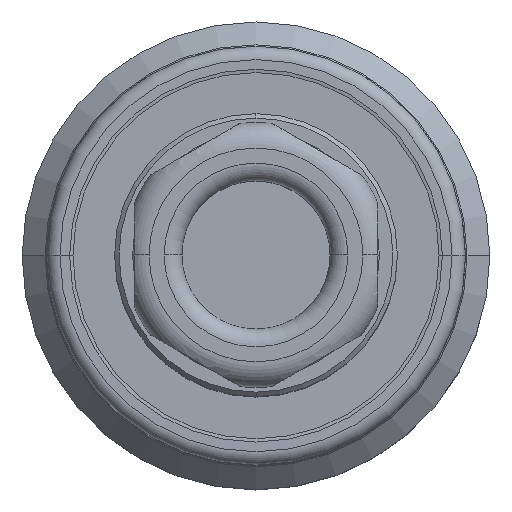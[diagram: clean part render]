
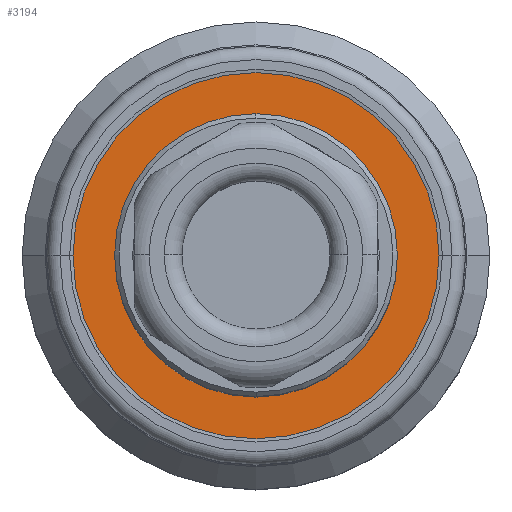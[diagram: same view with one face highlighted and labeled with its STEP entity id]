
A CAD part, top view. The second image highlights one B-rep face of the part: STEP entity #3194.
In plain terms, the highlighted planar face has unit normal (0, 0, 1).
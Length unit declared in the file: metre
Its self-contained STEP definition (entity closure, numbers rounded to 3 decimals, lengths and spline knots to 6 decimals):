
#62 = FACE_BOUND ( 'NONE', #1905, .T. ) ;
#170 = AXIS2_PLACEMENT_3D ( 'NONE', #272, #2737, #623 ) ;
#272 = CARTESIAN_POINT ( 'NONE',  ( 0., 0., -0.018676 ) ) ;
#278 = CARTESIAN_POINT ( 'NONE',  ( 0., 0., -0.018676 ) ) ;
#344 = CARTESIAN_POINT ( 'NONE',  ( -0.00822, 0., -0.018676 ) ) ;
#594 = VERTEX_POINT ( 'NONE', #1648 ) ;
#623 = DIRECTION ( 'NONE',  ( 1., 0., 0. ) ) ;
#987 = DIRECTION ( 'NONE',  ( 0., 0., 1. ) ) ;
#1013 = DIRECTION ( 'NONE',  ( 0., 0., 1. ) ) ;
#1138 = ORIENTED_EDGE ( 'NONE', *, *, #3426, .T. ) ;
#1180 = CIRCLE ( 'NONE', #1242, 0.00822 ) ;
#1199 = VERTEX_POINT ( 'NONE', #344 ) ;
#1207 = VERTEX_POINT ( 'NONE', #3769 ) ;
#1242 = AXIS2_PLACEMENT_3D ( 'NONE', #2070, #1013, #1367 ) ;
#1367 = DIRECTION ( 'NONE',  ( 1., 0., 0. ) ) ;
#1481 = EDGE_CURVE ( 'NONE', #1199, #594, #1180, .T. ) ;
#1648 = CARTESIAN_POINT ( 'NONE',  ( 0.00822, 0., -0.018676 ) ) ;
#1668 = DIRECTION ( 'NONE',  ( 0., 0., 1. ) ) ;
#1819 = CARTESIAN_POINT ( 'NONE',  ( 0., 0., -0.018676 ) ) ;
#1905 = EDGE_LOOP ( 'NONE', ( #3442, #1138 ) ) ;
#2070 = CARTESIAN_POINT ( 'NONE',  ( 0., 0., -0.018676 ) ) ;
#2179 = DIRECTION ( 'NONE',  ( 1., 0., 0. ) ) ;
#2452 = VERTEX_POINT ( 'NONE', #2567 ) ;
#2567 = CARTESIAN_POINT ( 'NONE',  ( 0., 0.00635, -0.018676 ) ) ;
#2643 = CIRCLE ( 'NONE', #170, 0.00635 ) ;
#2689 = AXIS2_PLACEMENT_3D ( 'NONE', #3742, #1668, #4095 ) ;
#2737 = DIRECTION ( 'NONE',  ( 0., 0., -1. ) ) ;
#2960 = FACE_OUTER_BOUND ( 'NONE', #3437, .T. ) ;
#3081 = PLANE ( 'NONE',  #4338 ) ;
#3194 = ADVANCED_FACE ( 'NONE', ( #2960, #62 ), #3081, .T. ) ;
#3426 = EDGE_CURVE ( 'NONE', #1207, #2452, #3927, .T. ) ;
#3428 = DIRECTION ( 'NONE',  ( 1., 0., 0. ) ) ;
#3437 = EDGE_LOOP ( 'NONE', ( #3900, #4518 ) ) ;
#3442 = ORIENTED_EDGE ( 'NONE', *, *, #3801, .T. ) ;
#3477 = CIRCLE ( 'NONE', #2689, 0.00822 ) ;
#3742 = CARTESIAN_POINT ( 'NONE',  ( 0., 0., -0.018676 ) ) ;
#3769 = CARTESIAN_POINT ( 'NONE',  ( 0., -0.00635, -0.018676 ) ) ;
#3801 = EDGE_CURVE ( 'NONE', #2452, #1207, #2643, .T. ) ;
#3900 = ORIENTED_EDGE ( 'NONE', *, *, #4339, .T. ) ;
#3927 = CIRCLE ( 'NONE', #4027, 0.00635 ) ;
#4027 = AXIS2_PLACEMENT_3D ( 'NONE', #1819, #4238, #2179 ) ;
#4095 = DIRECTION ( 'NONE',  ( 1., 0., 0. ) ) ;
#4238 = DIRECTION ( 'NONE',  ( 0., 0., -1. ) ) ;
#4338 = AXIS2_PLACEMENT_3D ( 'NONE', #278, #987, #3428 ) ;
#4339 = EDGE_CURVE ( 'NONE', #594, #1199, #3477, .T. ) ;
#4518 = ORIENTED_EDGE ( 'NONE', *, *, #1481, .T. ) ;
